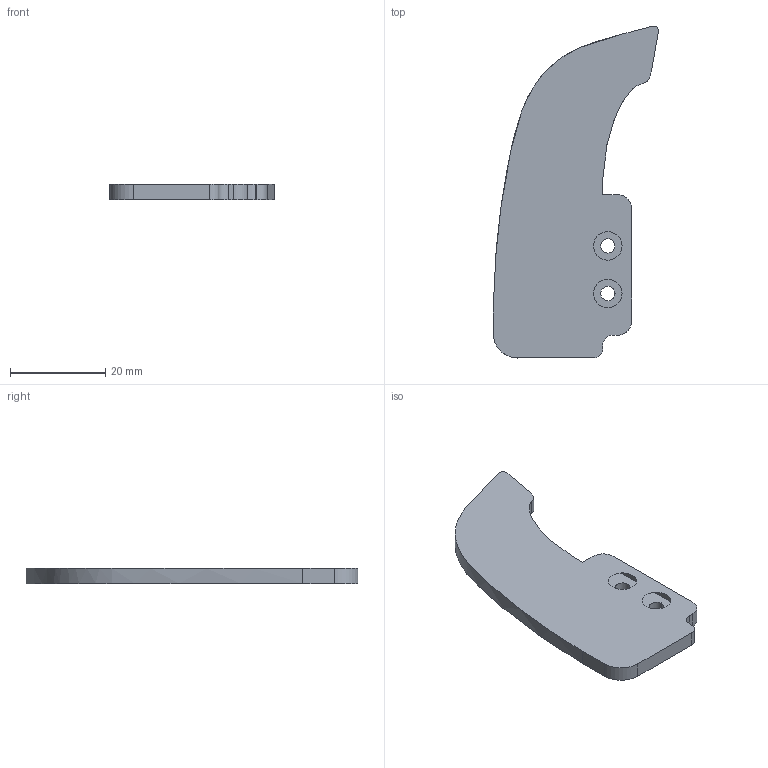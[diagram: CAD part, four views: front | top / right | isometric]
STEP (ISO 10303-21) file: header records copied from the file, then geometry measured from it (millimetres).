
FILE_DESCRIPTION(/* description */ (''),/* implementation_level */ '2;1');
FILE_NAME(/* name */ 'R8 Left Paddle.step',/* time_stamp */ '2020-07-20T20:03:19-05:00',/* author */ (''),/* organization */ (''),/* preprocessor_version */ 'ST-DEVELOPER v18.1',/* originating_system */ 'Autodesk Translation Framework v9.3.0.1241',/* authorisation */ '');
FILE_SCHEMA (('AUTOMOTIVE_DESIGN { 1 0 10303 214 3 1 1 }'));
Length unit declared in the file: millimetre
Products named in the file (1): R8 Left Paddle
Bounding box: 34.71 x 69.79 x 3.17 mm (x, y, z)
Volume: 5059 mm3; surface area: 3854.3 mm2
Topology: 1 solids, 1 shells, 27 faces, 73 edges, 48 vertices
Faces by surface type: plane 12, cylinder 9, bspline 4, cone 2
Full cylindrical faces by diameter (mm): 3 x2
Entity records: 1141 total; most frequent: CARTESIAN_POINT 421, ORIENTED_EDGE 146, DIRECTION 130, EDGE_CURVE 73, VERTEX_POINT 48, LINE 44, VECTOR 44, AXIS2_PLACEMENT_3D 43
